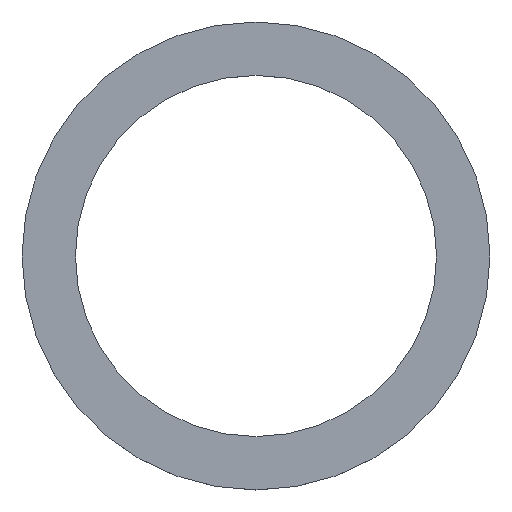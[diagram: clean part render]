
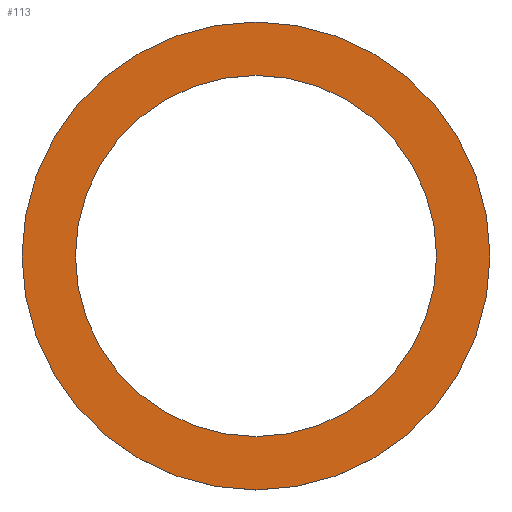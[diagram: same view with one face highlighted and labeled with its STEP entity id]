
A CAD part, top view. The second image highlights one B-rep face of the part: STEP entity #113.
In plain terms, the highlighted planar face has unit normal (0, 0, 1).
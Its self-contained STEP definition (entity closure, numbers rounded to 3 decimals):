
#6 = AXIS2_PLACEMENT_3D ( 'NONE', #151, #148, #147 ) ;
#15 = AXIS2_PLACEMENT_3D ( 'NONE', #188, #179, #178 ) ;
#16 = AXIS2_PLACEMENT_3D ( 'NONE', #193, #183, #182 ) ;
#24 = AXIS2_PLACEMENT_3D ( 'NONE', #201, #200, #199 ) ;
#26 = EDGE_CURVE ( 'NONE', #207, #191, #103, .T. ) ;
#27 = EDGE_CURVE ( 'NONE', #206, #186, #82, .T. ) ;
#30 = EDGE_CURVE ( 'NONE', #186, #206, #80, .T. ) ;
#31 = EDGE_CURVE ( 'NONE', #191, #207, #53, .T. ) ;
#33 = AXIS2_PLACEMENT_3D ( 'NONE', #198, #196, #195 ) ;
#41 = EDGE_LOOP ( 'NONE', ( #86, #43 ) ) ;
#43 = ORIENTED_EDGE ( 'NONE', *, *, #31, .T. ) ;
#53 = CIRCLE ( 'NONE', #15, 41.2 ) ;
#64 = FACE_OUTER_BOUND ( 'NONE', #41, .T. ) ;
#80 = CIRCLE ( 'NONE', #16, 31.8 ) ;
#82 = CIRCLE ( 'NONE', #33, 31.8 ) ;
#83 = EDGE_LOOP ( 'NONE', ( #99, #91 ) ) ;
#86 = ORIENTED_EDGE ( 'NONE', *, *, #26, .T. ) ;
#91 = ORIENTED_EDGE ( 'NONE', *, *, #27, .F. ) ;
#97 = FACE_BOUND ( 'NONE', #83, .T. ) ;
#99 = ORIENTED_EDGE ( 'NONE', *, *, #30, .F. ) ;
#103 = CIRCLE ( 'NONE', #24, 41.2 ) ;
#113 = ADVANCED_FACE ( 'NONE', ( #64, #97 ), #149, .T. ) ;
#136 = CARTESIAN_POINT ( 'NONE',  ( -41.2, 0., 3. ) ) ;
#138 = CARTESIAN_POINT ( 'NONE',  ( 31.8, 0., 3. ) ) ;
#139 = CARTESIAN_POINT ( 'NONE',  ( 41.2, 0., 3. ) ) ;
#147 = DIRECTION ( 'NONE',  ( 1., 0., 0. ) ) ;
#148 = DIRECTION ( 'NONE',  ( 0., 0., 1. ) ) ;
#149 = PLANE ( 'NONE',  #6 ) ;
#151 = CARTESIAN_POINT ( 'NONE',  ( 0., 0., 3. ) ) ;
#165 = CARTESIAN_POINT ( 'NONE',  ( -31.8, 0., 3. ) ) ;
#178 = DIRECTION ( 'NONE',  ( 1., 0., 0. ) ) ;
#179 = DIRECTION ( 'NONE',  ( 0., 0., 1. ) ) ;
#182 = DIRECTION ( 'NONE',  ( 1., 0., 0. ) ) ;
#183 = DIRECTION ( 'NONE',  ( 0., 0., 1. ) ) ;
#186 = VERTEX_POINT ( 'NONE', #165 ) ;
#188 = CARTESIAN_POINT ( 'NONE',  ( 0., 0., 3. ) ) ;
#191 = VERTEX_POINT ( 'NONE', #139 ) ;
#193 = CARTESIAN_POINT ( 'NONE',  ( 0., 0., 3. ) ) ;
#195 = DIRECTION ( 'NONE',  ( 1., 0., 0. ) ) ;
#196 = DIRECTION ( 'NONE',  ( 0., 0., 1. ) ) ;
#198 = CARTESIAN_POINT ( 'NONE',  ( 0., 0., 3. ) ) ;
#199 = DIRECTION ( 'NONE',  ( 1., 0., 0. ) ) ;
#200 = DIRECTION ( 'NONE',  ( 0., 0., 1. ) ) ;
#201 = CARTESIAN_POINT ( 'NONE',  ( 0., 0., 3. ) ) ;
#206 = VERTEX_POINT ( 'NONE', #138 ) ;
#207 = VERTEX_POINT ( 'NONE', #136 ) ;
